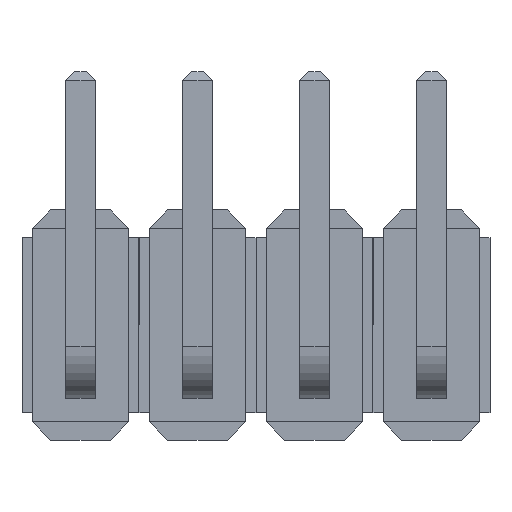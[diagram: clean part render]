
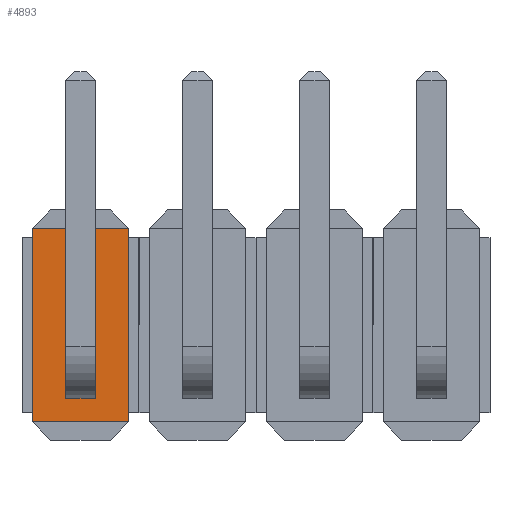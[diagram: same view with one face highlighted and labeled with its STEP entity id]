
A CAD part, front view. The second image highlights one B-rep face of the part: STEP entity #4893.
In plain terms, the highlighted planar face has unit normal (0, -1, 0).
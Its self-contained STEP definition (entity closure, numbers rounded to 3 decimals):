
#57 = LINE ( 'NONE', #11092, #8165 ) ;
#216 = EDGE_CURVE ( 'NONE', #3062, #7257, #3312, .T. ) ;
#229 = EDGE_CURVE ( 'NONE', #3998, #412, #11268, .T. ) ;
#358 = ORIENTED_EDGE ( 'NONE', *, *, #10550, .F. ) ;
#375 = DIRECTION ( 'NONE',  ( 1., 0., 0. ) ) ;
#412 = VERTEX_POINT ( 'NONE', #7531 ) ;
#532 = EDGE_CURVE ( 'NONE', #5391, #815, #2215, .T. ) ;
#545 = LINE ( 'NONE', #7317, #2385 ) ;
#601 = ORIENTED_EDGE ( 'NONE', *, *, #8222, .T. ) ;
#626 = VECTOR ( 'NONE', #5914, 1000. ) ;
#668 = VERTEX_POINT ( 'NONE', #8263 ) ;
#710 = AXIS2_PLACEMENT_3D ( 'NONE', #947, #6928, #4045 ) ;
#815 = VERTEX_POINT ( 'NONE', #8232 ) ;
#874 = ORIENTED_EDGE ( 'NONE', *, *, #229, .T. ) ;
#947 = CARTESIAN_POINT ( 'NONE',  ( 1.27, 0.54, 2.1 ) ) ;
#992 = VECTOR ( 'NONE', #1893, 1000. ) ;
#1136 = CARTESIAN_POINT ( 'NONE',  ( -0.32, 0.54, -0.95 ) ) ;
#1139 = ORIENTED_EDGE ( 'NONE', *, *, #5436, .F. ) ;
#1187 = DIRECTION ( 'NONE',  ( 1., 0., 0. ) ) ;
#1457 = LINE ( 'NONE', #9011, #10457 ) ;
#1528 = CARTESIAN_POINT ( 'NONE',  ( 0.32, 0.54, 2.1 ) ) ;
#1644 = VECTOR ( 'NONE', #9831, 1000. ) ;
#1681 = LINE ( 'NONE', #2220, #3063 ) ;
#1853 = PLANE ( 'NONE',  #710 ) ;
#1893 = DIRECTION ( 'NONE',  ( -1., 0., 0. ) ) ;
#2215 = LINE ( 'NONE', #9576, #10609 ) ;
#2220 = CARTESIAN_POINT ( 'NONE',  ( 1.27, 0.54, -1.59 ) ) ;
#2385 = VECTOR ( 'NONE', #9415, 1000. ) ;
#2630 = LINE ( 'NONE', #3087, #626 ) ;
#2819 = ORIENTED_EDGE ( 'NONE', *, *, #8713, .F. ) ;
#2898 = VECTOR ( 'NONE', #6333, 1000. ) ;
#2999 = VECTOR ( 'NONE', #10227, 1000. ) ;
#3000 = ORIENTED_EDGE ( 'NONE', *, *, #3048, .T. ) ;
#3030 = LINE ( 'NONE', #12002, #10344 ) ;
#3048 = EDGE_CURVE ( 'NONE', #7257, #5391, #3030, .T. ) ;
#3062 = VERTEX_POINT ( 'NONE', #7086 ) ;
#3063 = VECTOR ( 'NONE', #1187, 1000. ) ;
#3087 = CARTESIAN_POINT ( 'NONE',  ( 1.27, 0.54, -0.95 ) ) ;
#3150 = LINE ( 'NONE', #4775, #992 ) ;
#3251 = CARTESIAN_POINT ( 'NONE',  ( 1.27, 0.54, 2.1 ) ) ;
#3312 = LINE ( 'NONE', #8062, #3625 ) ;
#3625 = VECTOR ( 'NONE', #11075, 1000. ) ;
#3786 = CARTESIAN_POINT ( 'NONE',  ( 0.32, 0.54, 1.59 ) ) ;
#3998 = VERTEX_POINT ( 'NONE', #11579 ) ;
#4045 = DIRECTION ( 'NONE',  ( 0., 0., 1. ) ) ;
#4091 = CARTESIAN_POINT ( 'NONE',  ( -1.05, 0.54, 2.1 ) ) ;
#4129 = ORIENTED_EDGE ( 'NONE', *, *, #532, .T. ) ;
#4775 = CARTESIAN_POINT ( 'NONE',  ( 1.27, 0.54, 0.95 ) ) ;
#4893 = ADVANCED_FACE ( 'NONE', ( #9311, #5191, #8416 ), #1853, .F. ) ;
#4975 = VERTEX_POINT ( 'NONE', #9773 ) ;
#5157 = DIRECTION ( 'NONE',  ( 0., 0., -1. ) ) ;
#5185 = ORIENTED_EDGE ( 'NONE', *, *, #216, .T. ) ;
#5191 = FACE_BOUND ( 'NONE', #8351, .T. ) ;
#5391 = VERTEX_POINT ( 'NONE', #3786 ) ;
#5436 = EDGE_CURVE ( 'NONE', #6935, #11539, #2630, .T. ) ;
#5534 = CARTESIAN_POINT ( 'NONE',  ( -0.32, 0.54, 1.59 ) ) ;
#5696 = DIRECTION ( 'NONE',  ( 0., 0., -1. ) ) ;
#5914 = DIRECTION ( 'NONE',  ( -1., 0., 0. ) ) ;
#5939 = CARTESIAN_POINT ( 'NONE',  ( 1.05, 0.54, -2.1 ) ) ;
#6058 = DIRECTION ( 'NONE',  ( 0., 0., -1. ) ) ;
#6333 = DIRECTION ( 'NONE',  ( 0., 0., 1. ) ) ;
#6928 = DIRECTION ( 'NONE',  ( 0., 1., 0. ) ) ;
#6935 = VERTEX_POINT ( 'NONE', #7503 ) ;
#7086 = CARTESIAN_POINT ( 'NONE',  ( -0.32, 0.54, 0.95 ) ) ;
#7257 = VERTEX_POINT ( 'NONE', #5534 ) ;
#7317 = CARTESIAN_POINT ( 'NONE',  ( 1.27, 0.54, -2.1 ) ) ;
#7494 = ORIENTED_EDGE ( 'NONE', *, *, #8476, .F. ) ;
#7503 = CARTESIAN_POINT ( 'NONE',  ( 0.32, 0.54, -0.95 ) ) ;
#7531 = CARTESIAN_POINT ( 'NONE',  ( -1.05, 0.54, 2.1 ) ) ;
#7771 = EDGE_CURVE ( 'NONE', #9945, #4975, #1681, .T. ) ;
#7844 = EDGE_CURVE ( 'NONE', #4975, #6935, #8094, .T. ) ;
#7966 = ORIENTED_EDGE ( 'NONE', *, *, #7844, .F. ) ;
#8062 = CARTESIAN_POINT ( 'NONE',  ( -0.32, 0.54, 2.1 ) ) ;
#8094 = LINE ( 'NONE', #1528, #2898 ) ;
#8165 = VECTOR ( 'NONE', #5157, 1000. ) ;
#8219 = LINE ( 'NONE', #4091, #1644 ) ;
#8222 = EDGE_CURVE ( 'NONE', #412, #668, #8219, .T. ) ;
#8232 = CARTESIAN_POINT ( 'NONE',  ( 0.32, 0.54, 0.95 ) ) ;
#8263 = CARTESIAN_POINT ( 'NONE',  ( -1.05, 0.54, -2.1 ) ) ;
#8351 = EDGE_LOOP ( 'NONE', ( #10175, #5185, #3000, #4129 ) ) ;
#8416 = FACE_BOUND ( 'NONE', #9772, .T. ) ;
#8476 = EDGE_CURVE ( 'NONE', #11597, #668, #545, .T. ) ;
#8713 = EDGE_CURVE ( 'NONE', #11539, #9945, #1457, .T. ) ;
#9011 = CARTESIAN_POINT ( 'NONE',  ( -0.32, 0.54, 2.1 ) ) ;
#9311 = FACE_OUTER_BOUND ( 'NONE', #10723, .T. ) ;
#9415 = DIRECTION ( 'NONE',  ( -1., 0., 0. ) ) ;
#9443 = CARTESIAN_POINT ( 'NONE',  ( -0.32, 0.54, -1.59 ) ) ;
#9576 = CARTESIAN_POINT ( 'NONE',  ( 0.32, 0.54, 2.1 ) ) ;
#9772 = EDGE_LOOP ( 'NONE', ( #7966, #10008, #2819, #1139 ) ) ;
#9773 = CARTESIAN_POINT ( 'NONE',  ( 0.32, 0.54, -1.59 ) ) ;
#9831 = DIRECTION ( 'NONE',  ( 0., 0., -1. ) ) ;
#9945 = VERTEX_POINT ( 'NONE', #9443 ) ;
#10008 = ORIENTED_EDGE ( 'NONE', *, *, #7771, .F. ) ;
#10175 = ORIENTED_EDGE ( 'NONE', *, *, #10311, .T. ) ;
#10227 = DIRECTION ( 'NONE',  ( -1., 0., 0. ) ) ;
#10311 = EDGE_CURVE ( 'NONE', #815, #3062, #3150, .T. ) ;
#10344 = VECTOR ( 'NONE', #375, 1000. ) ;
#10457 = VECTOR ( 'NONE', #6058, 1000. ) ;
#10550 = EDGE_CURVE ( 'NONE', #3998, #11597, #57, .T. ) ;
#10609 = VECTOR ( 'NONE', #5696, 1000. ) ;
#10723 = EDGE_LOOP ( 'NONE', ( #874, #601, #7494, #358 ) ) ;
#11075 = DIRECTION ( 'NONE',  ( 0., 0., 1. ) ) ;
#11092 = CARTESIAN_POINT ( 'NONE',  ( 1.05, 0.54, -2.1 ) ) ;
#11268 = LINE ( 'NONE', #3251, #2999 ) ;
#11539 = VERTEX_POINT ( 'NONE', #1136 ) ;
#11579 = CARTESIAN_POINT ( 'NONE',  ( 1.05, 0.54, 2.1 ) ) ;
#11597 = VERTEX_POINT ( 'NONE', #5939 ) ;
#12002 = CARTESIAN_POINT ( 'NONE',  ( 1.27, 0.54, 1.59 ) ) ;
